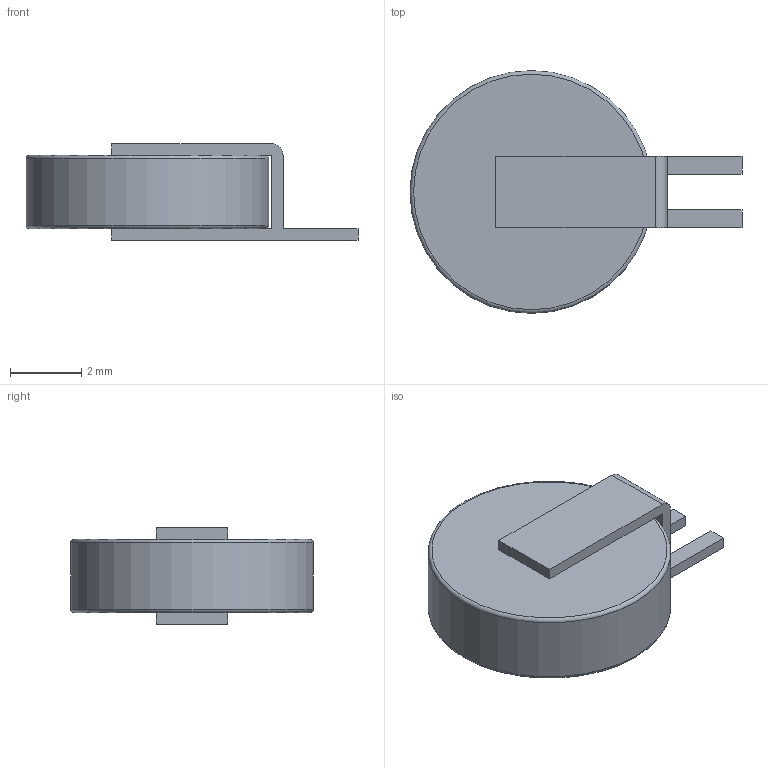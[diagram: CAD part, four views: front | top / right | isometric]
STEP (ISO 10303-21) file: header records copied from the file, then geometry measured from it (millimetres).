
FILE_DESCRIPTION(/* description */ (''),/* implementation_level */ '2;1');
FILE_NAME(/* name */ 'MS621FE-FL11E.step',/* time_stamp */ '2020-03-19T13:53:55+01:00',/* author */ (''),/* organization */ (''),/* preprocessor_version */ 'ST-DEVELOPER v18',/* originating_system */ 'Autodesk Translation Framework v8.12.0.6',/* authorisation */ '');
FILE_SCHEMA (('AUTOMOTIVE_DESIGN { 1 0 10303 214 3 1 1 }'));
Length unit declared in the file: millimetre
Products named in the file (2): BAT1; battery
Assembly tree (1 placements, depth 2):
  BAT1
    battery
Bounding box: 9.3 x 6.8 x 2.7 mm (x, y, z)
Volume: 82.6 mm3; surface area: 176.7 mm2
Topology: 2 solids, 2 shells, 22 faces, 56 edges, 38 vertices
Faces by surface type: plane 18, cylinder 2, torus 2
Full cylindrical faces by diameter (mm): 6.8 x1
Entity records: 727 total; most frequent: CARTESIAN_POINT 119, DIRECTION 118, ORIENTED_EDGE 112, EDGE_CURVE 56, LINE 44, VECTOR 44, VERTEX_POINT 38, AXIS2_PLACEMENT_3D 37
